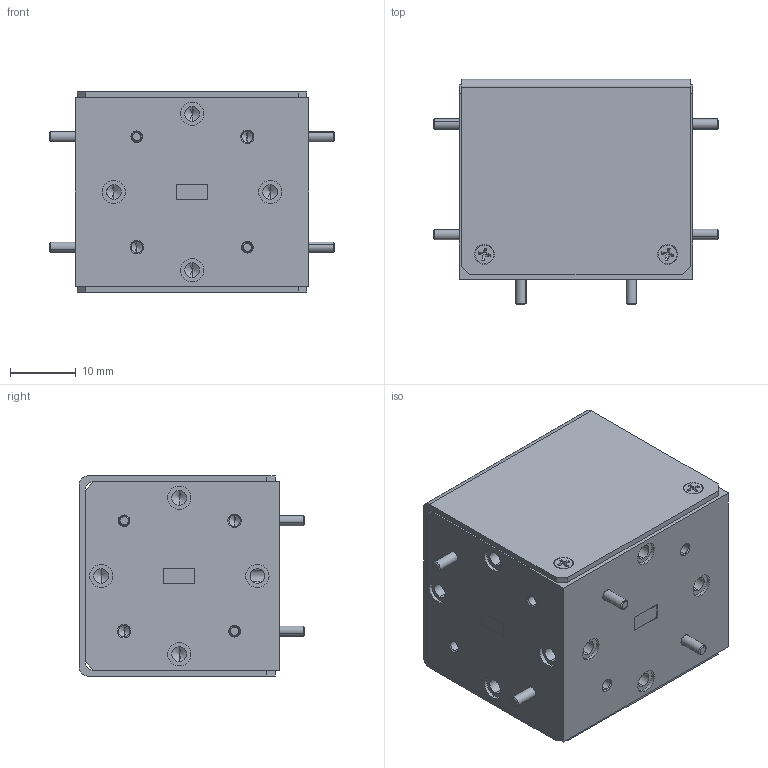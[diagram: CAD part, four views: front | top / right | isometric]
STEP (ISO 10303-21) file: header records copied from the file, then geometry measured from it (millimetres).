
FILE_DESCRIPTION (( 'STEP AP214' ), '1' );
FILE_NAME ('SNW-4434630520-19-C1,step.STEP', '2018-10-18T16:42:18', ( '' ), ( '' ), 'SwSTEP 2.0', 'SolidWorks 2016', '' );
FILE_SCHEMA (( 'AUTOMOTIVE_DESIGN' ));
Length unit declared in the file: inch
Products named in the file (1): SNW-4434630520-19-C1,step
Bounding box: 43.31 x 34.35 x 30.48 mm (x, y, z)
Volume: 32592.2 mm3; surface area: 13180.9 mm2
Topology: 12 solids, 12 shells, 467 faces, 1178 edges, 724 vertices
Faces by surface type: cylinder 176, cone 146, plane 133, bspline 12
Entity records: 24110 total; most frequent: CARTESIAN_POINT 7372, ORIENTED_EDGE 2252, DIRECTION 2116, EDGE_CURVE 1126, AXIS2_PLACEMENT_3D 808, VERTEX_POINT 724, EDGE_LOOP 520, LINE 500
